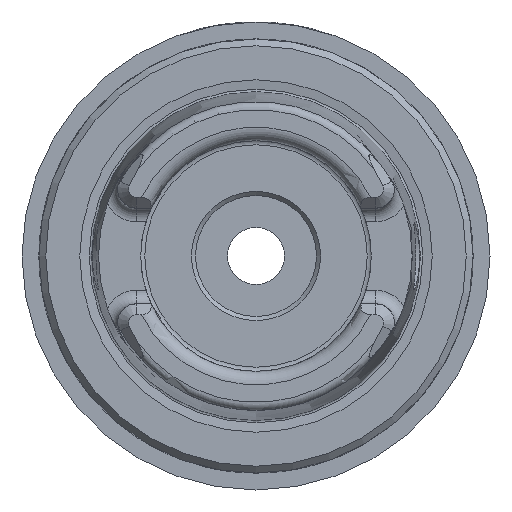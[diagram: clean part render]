
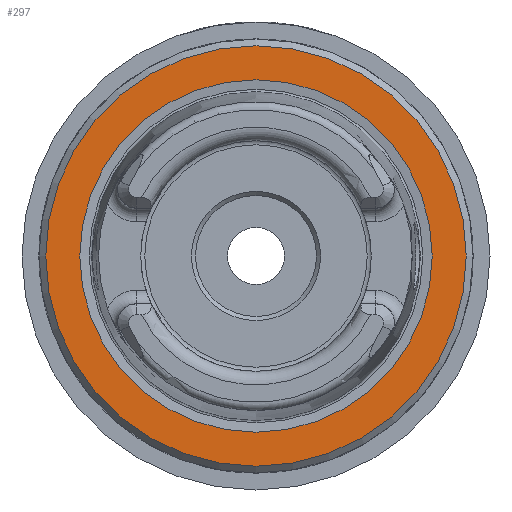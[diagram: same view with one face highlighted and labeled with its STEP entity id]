
A CAD part, left-side view. The second image highlights one B-rep face of the part: STEP entity #297.
In plain terms, the highlighted planar face has unit normal (-1, 0, 0).
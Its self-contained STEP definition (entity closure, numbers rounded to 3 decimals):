
#297 = ADVANCED_FACE( '', ( #672, #673 ), #674, .T. );
#672 = FACE_OUTER_BOUND( '', #1123, .T. );
#673 = FACE_BOUND( '', #1124, .T. );
#674 = PLANE( '', #1125 );
#1123 = EDGE_LOOP( '', ( #1919 ) );
#1124 = EDGE_LOOP( '', ( #1920 ) );
#1125 = AXIS2_PLACEMENT_3D( '', #1921, #1922, #1923 );
#1919 = ORIENTED_EDGE( '', *, *, #2738, .T. );
#1920 = ORIENTED_EDGE( '', *, *, #2663, .F. );
#1921 = CARTESIAN_POINT( '', ( 0., 0., 12.99 ) );
#1922 = DIRECTION( '', ( -1., 0., 0. ) );
#1923 = DIRECTION( '', ( 0., 0., 1. ) );
#2663 = EDGE_CURVE( '', #3233, #3233, #3234, .T. );
#2738 = EDGE_CURVE( '', #3338, #3338, #3339, .T. );
#3233 = VERTEX_POINT( '', #4588 );
#3234 = CIRCLE( '', #4589, 12.99 );
#3338 = VERTEX_POINT( '', #4824 );
#3339 = CIRCLE( '', #4825, 15.5 );
#4588 = CARTESIAN_POINT( '', ( 0., 0., 12.99 ) );
#4589 = AXIS2_PLACEMENT_3D( '', #5563, #5564, #5565 );
#4824 = CARTESIAN_POINT( '', ( 0., 0., 15.5 ) );
#4825 = AXIS2_PLACEMENT_3D( '', #5644, #5645, #5646 );
#5563 = CARTESIAN_POINT( '', ( 0., 0., 0. ) );
#5564 = DIRECTION( '', ( -1., 0., 0. ) );
#5565 = DIRECTION( '', ( 0., 0., 1. ) );
#5644 = CARTESIAN_POINT( '', ( 0., 0., 0. ) );
#5645 = DIRECTION( '', ( -1., 0., 0. ) );
#5646 = DIRECTION( '', ( 0., 0., 1. ) );
